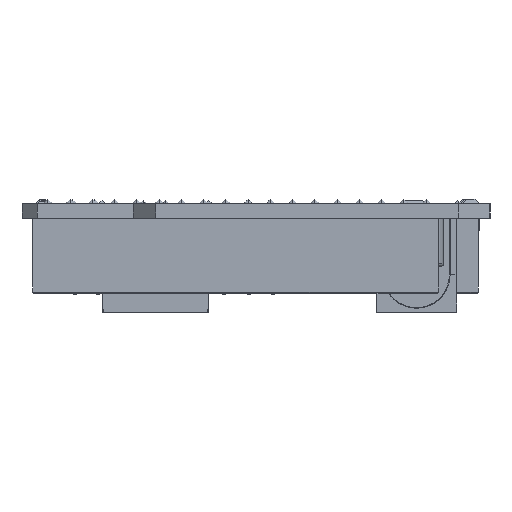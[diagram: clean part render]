
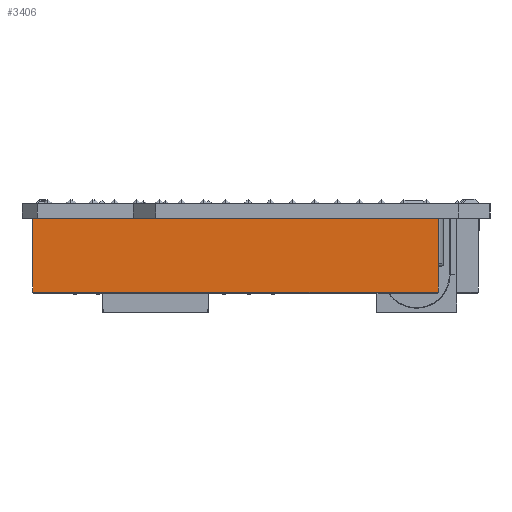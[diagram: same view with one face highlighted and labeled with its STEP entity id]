
A CAD part, left-side view. The second image highlights one B-rep face of the part: STEP entity #3406.
In plain terms, the highlighted planar face has unit normal (-1, 0, 0).
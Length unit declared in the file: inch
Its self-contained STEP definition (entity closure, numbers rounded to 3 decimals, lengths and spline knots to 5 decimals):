
#304 = DIRECTION ( 'NONE',  ( 1., 0., 0. ) ) ;
#2426 = ORIENTED_EDGE ( 'NONE', *, *, #11560, .T. ) ;
#3406 = ADVANCED_FACE ( 'NONE', ( #23301 ), #18782, .F. ) ;
#3848 = VERTEX_POINT ( 'NONE', #22751 ) ;
#4099 = CARTESIAN_POINT ( 'NONE',  ( -1.84, 1.0035, -0.337 ) ) ;
#5309 = VECTOR ( 'NONE', #11739, 39.37008 ) ;
#6655 = VERTEX_POINT ( 'NONE', #45827 ) ;
#7176 = AXIS2_PLACEMENT_3D ( 'NONE', #4099, #304, #42287 ) ;
#10632 = VERTEX_POINT ( 'NONE', #31254 ) ;
#11560 = EDGE_CURVE ( 'NONE', #10632, #3848, #20938, .T. ) ;
#11739 = DIRECTION ( 'NONE',  ( 0., 0., 1. ) ) ;
#14814 = VECTOR ( 'NONE', #44179, 39.37008 ) ;
#14994 = EDGE_LOOP ( 'NONE', ( #47648, #42556, #43079, #2426 ) ) ;
#18384 = EDGE_CURVE ( 'NONE', #40107, #3848, #46375, .T. ) ;
#18782 = PLANE ( 'NONE',  #7176 ) ;
#19464 = CARTESIAN_POINT ( 'NONE',  ( -1.84, 1.0035, -0.332 ) ) ;
#20938 = LINE ( 'NONE', #24992, #30629 ) ;
#21946 = DIRECTION ( 'NONE',  ( 0., 1., 0. ) ) ;
#22751 = CARTESIAN_POINT ( 'NONE',  ( -1.84, 1.0035, 0. ) ) ;
#23301 = FACE_OUTER_BOUND ( 'NONE', #14994, .T. ) ;
#24992 = CARTESIAN_POINT ( 'NONE',  ( -1.84, 1.0035, 0. ) ) ;
#26413 = VECTOR ( 'NONE', #42215, 39.37008 ) ;
#28758 = LINE ( 'NONE', #36610, #14814 ) ;
#30629 = VECTOR ( 'NONE', #21946, 39.37008 ) ;
#31052 = EDGE_CURVE ( 'NONE', #40107, #6655, #28758, .T. ) ;
#31254 = CARTESIAN_POINT ( 'NONE',  ( -1.84, -0.8185, 0. ) ) ;
#34136 = LINE ( 'NONE', #49781, #26413 ) ;
#34496 = CARTESIAN_POINT ( 'NONE',  ( -1.84, 1.0035, -0.337 ) ) ;
#36610 = CARTESIAN_POINT ( 'NONE',  ( -1.84, -0.8185, -0.332 ) ) ;
#36662 = EDGE_CURVE ( 'NONE', #6655, #10632, #34136, .T. ) ;
#40107 = VERTEX_POINT ( 'NONE', #19464 ) ;
#42215 = DIRECTION ( 'NONE',  ( 0., 0., 1. ) ) ;
#42287 = DIRECTION ( 'NONE',  ( 0., 0., 1. ) ) ;
#42556 = ORIENTED_EDGE ( 'NONE', *, *, #31052, .T. ) ;
#43079 = ORIENTED_EDGE ( 'NONE', *, *, #36662, .T. ) ;
#44179 = DIRECTION ( 'NONE',  ( 0., -1., 0. ) ) ;
#45827 = CARTESIAN_POINT ( 'NONE',  ( -1.84, -0.8185, -0.332 ) ) ;
#46375 = LINE ( 'NONE', #34496, #5309 ) ;
#47648 = ORIENTED_EDGE ( 'NONE', *, *, #18384, .F. ) ;
#49781 = CARTESIAN_POINT ( 'NONE',  ( -1.84, -0.8185, -0.337 ) ) ;
